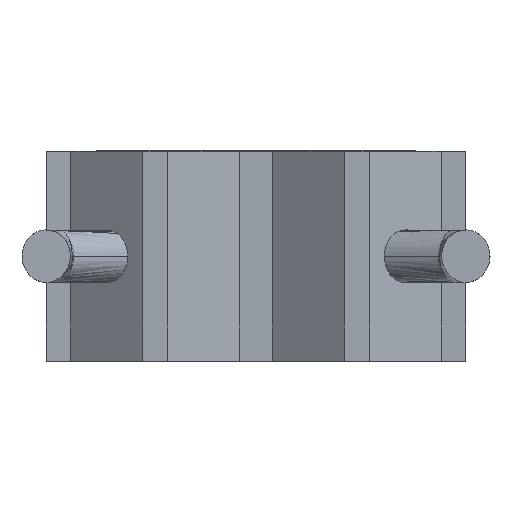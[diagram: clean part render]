
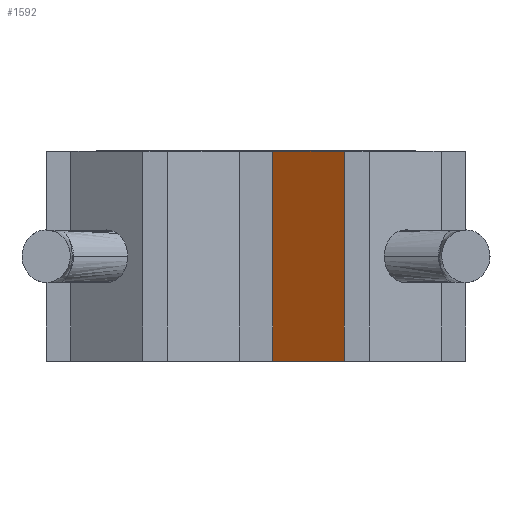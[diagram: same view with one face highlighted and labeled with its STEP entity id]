
A CAD part, front view. The second image highlights one B-rep face of the part: STEP entity #1592.
In plain terms, the highlighted planar face has unit normal (-0.604, -0.797, 0).
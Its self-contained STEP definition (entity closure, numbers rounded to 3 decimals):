
#11 = EDGE_LOOP ( 'NONE', ( #519, #3882, #3891, #5775 ) ) ;
#37 = VECTOR ( 'NONE', #1463, 1000. ) ;
#287 = LINE ( 'NONE', #2259, #2496 ) ;
#519 = ORIENTED_EDGE ( 'NONE', *, *, #1304, .T. ) ;
#571 = CARTESIAN_POINT ( 'NONE',  ( 2.74, 0., 0. ) ) ;
#795 = CARTESIAN_POINT ( 'NONE',  ( 2.74, 0., 2.54 ) ) ;
#1001 = AXIS2_PLACEMENT_3D ( 'NONE', #795, #7059, #4206 ) ;
#1304 = EDGE_CURVE ( 'NONE', #5983, #5695, #5631, .T. ) ;
#1411 = VERTEX_POINT ( 'NONE', #4640 ) ;
#1463 = DIRECTION ( 'NONE',  ( 0., 0., -1. ) ) ;
#1592 = ADVANCED_FACE ( 'NONE', ( #5190 ), #6420, .F. ) ;
#1726 = DIRECTION ( 'NONE',  ( 0.797, -0.604, 0. ) ) ;
#1862 = CARTESIAN_POINT ( 'NONE',  ( 3.61, -0.66, 2.54 ) ) ;
#2087 = EDGE_CURVE ( 'NONE', #1411, #5120, #6475, .T. ) ;
#2212 = CARTESIAN_POINT ( 'NONE',  ( 2.74, 0., 0. ) ) ;
#2224 = LINE ( 'NONE', #6994, #37 ) ;
#2259 = CARTESIAN_POINT ( 'NONE',  ( 2.74, 0., 2.54 ) ) ;
#2496 = VECTOR ( 'NONE', #3282, 1000. ) ;
#3282 = DIRECTION ( 'NONE',  ( 0., 0., -1. ) ) ;
#3684 = VECTOR ( 'NONE', #4937, 1000. ) ;
#3882 = ORIENTED_EDGE ( 'NONE', *, *, #5692, .F. ) ;
#3891 = ORIENTED_EDGE ( 'NONE', *, *, #2087, .F. ) ;
#4206 = DIRECTION ( 'NONE',  ( -0.797, 0.604, 0. ) ) ;
#4317 = CARTESIAN_POINT ( 'NONE',  ( 2.74, 0., 2.54 ) ) ;
#4431 = VECTOR ( 'NONE', #1726, 1000. ) ;
#4640 = CARTESIAN_POINT ( 'NONE',  ( 2.74, 0., 2.54 ) ) ;
#4937 = DIRECTION ( 'NONE',  ( 0.797, -0.604, 0. ) ) ;
#5120 = VERTEX_POINT ( 'NONE', #1862 ) ;
#5190 = FACE_OUTER_BOUND ( 'NONE', #11, .T. ) ;
#5372 = CARTESIAN_POINT ( 'NONE',  ( 3.61, -0.66, 0. ) ) ;
#5547 = EDGE_CURVE ( 'NONE', #1411, #5983, #287, .T. ) ;
#5631 = LINE ( 'NONE', #571, #4431 ) ;
#5692 = EDGE_CURVE ( 'NONE', #5120, #5695, #2224, .T. ) ;
#5695 = VERTEX_POINT ( 'NONE', #5372 ) ;
#5775 = ORIENTED_EDGE ( 'NONE', *, *, #5547, .T. ) ;
#5983 = VERTEX_POINT ( 'NONE', #2212 ) ;
#6420 = PLANE ( 'NONE',  #1001 ) ;
#6475 = LINE ( 'NONE', #4317, #3684 ) ;
#6994 = CARTESIAN_POINT ( 'NONE',  ( 3.61, -0.66, 2.54 ) ) ;
#7059 = DIRECTION ( 'NONE',  ( 0.604, 0.797, 0. ) ) ;
